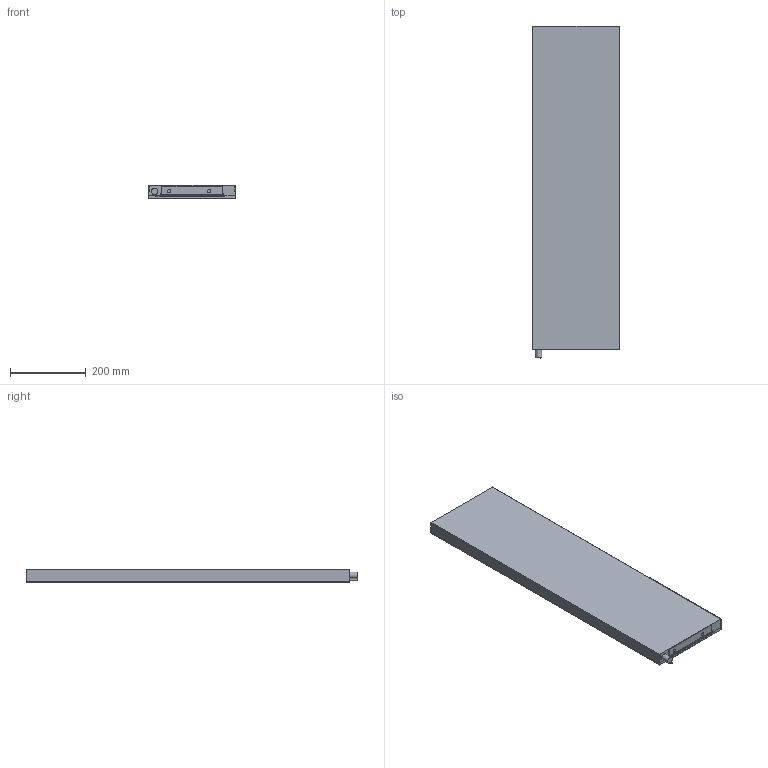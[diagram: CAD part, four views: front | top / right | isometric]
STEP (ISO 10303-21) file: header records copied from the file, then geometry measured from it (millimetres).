
FILE_DESCRIPTION( ( 'STEP AP203' ), '1' );
FILE_NAME( 'Coilunit TG45 10072006.stp', '2006-07-10T11:34:46', ( ' ' ), ( ' ' ), 'XStep 1.0', ' ', ' ' );
FILE_SCHEMA( ( 'CONFIG_CONTROL_DESIGN) ( )' ) );
Length unit declared in the file: metre
Products named in the file (1): 1
Bounding box: 230 x 874.5 x 34.34 mm (x, y, z)
Volume: 6728638.4 mm3; surface area: 468091.8 mm2
Topology: 1 solids, 1 shells, 960 faces, 2464 edges, 1663 vertices
Faces by surface type: plane 573, cylinder 387
Full cylindrical faces by diameter (mm): 2.5 x2, 3.242 x1, 4 x1, 5 x73, 8.566 x2, 17 x1
Entity records: 28314 total; most frequent: DIRECTION 5008, CARTESIAN_POINT 4856, ORIENTED_EDGE 4616, EDGE_CURVE 2308, AXIS2_PLACEMENT_3D 1739, VERTEX_POINT 1587, LINE 1530, VECTOR 1530
